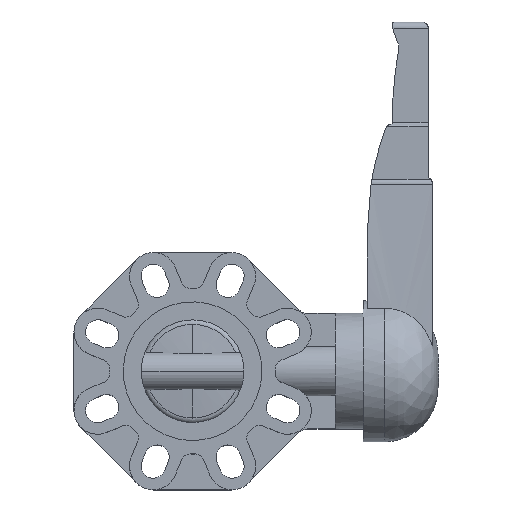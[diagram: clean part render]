
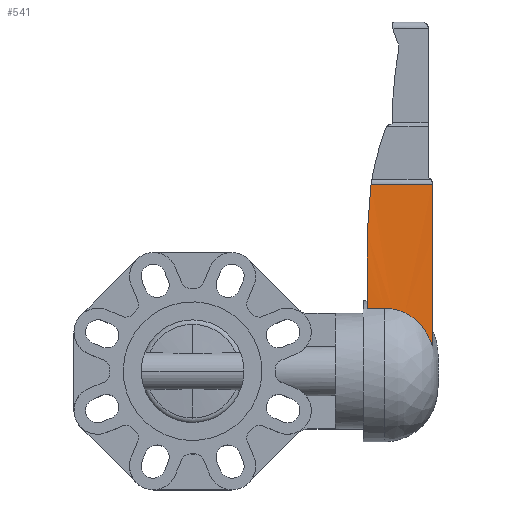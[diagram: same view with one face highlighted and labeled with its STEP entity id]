
A CAD part, top view. The second image highlights one B-rep face of the part: STEP entity #541.
In plain terms, the highlighted cylindrical face has radius 2297.04 mm (diameter 4594.07 mm), a partial arc.
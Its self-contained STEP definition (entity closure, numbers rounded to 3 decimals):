
#541=ADVANCED_FACE('',(#1326),#1327,.T.);
#1326=FACE_OUTER_BOUND('',#2456,.T.);
#1327=CYLINDRICAL_SURFACE('',#2457,2297.037);
#2456=EDGE_LOOP('',(#3936,#3937,#3938,#3939,#3940,#3941));
#2457=AXIS2_PLACEMENT_3D('',#3942,#3943,#3944);
#3936=ORIENTED_EDGE('',*,*,#6673,.T.);
#3937=ORIENTED_EDGE('',*,*,#6766,.F.);
#3938=ORIENTED_EDGE('',*,*,#6764,.F.);
#3939=ORIENTED_EDGE('',*,*,#6767,.F.);
#3940=ORIENTED_EDGE('',*,*,#6700,.F.);
#3941=ORIENTED_EDGE('',*,*,#6679,.T.);
#3942=CARTESIAN_POINT('',(-60.0,-20.448,-2271.032));
#3943=DIRECTION('',(-1.0,0.,0.));
#3944=DIRECTION('',(0.,1.0,0.));
#6673=EDGE_CURVE('',#8042,#8040,#8043,.T.);
#6679=EDGE_CURVE('',#8052,#8042,#8053,.T.);
#6700=EDGE_CURVE('',#8052,#8082,#8083,.T.);
#6764=EDGE_CURVE('',#8185,#8182,#8187,.T.);
#6766=EDGE_CURVE('',#8182,#8040,#8189,.T.);
#6767=EDGE_CURVE('',#8082,#8185,#8190,.T.);
#8040=VERTEX_POINT('',#10035);
#8042=VERTEX_POINT('',#10037);
#8043=B_SPLINE_CURVE_WITH_KNOTS('',3,(#10038,#10039,#10040,#10041,#10042,#10043,#10044,#10045,#10046,#10047,#10048,#10049),.UNSPECIFIED.,.F.,.F.,(4,2,2,2,2,4),(-12.647,-12.643,-11.212,-9.711,-8.241,-7.859),.UNSPECIFIED.);
#8052=VERTEX_POINT('',#10068);
#8053=LINE('',#10069,#10070);
#8082=VERTEX_POINT('',#10118);
#8083=CIRCLE('',#10119,2297.037);
#8182=VERTEX_POINT('',#10321);
#8185=VERTEX_POINT('',#10331);
#8187=LINE('',#10340,#10341);
#8189=CIRCLE('',#10343,2297.037);
#8190=B_SPLINE_CURVE_WITH_KNOTS('',3,(#10344,#10345,#10346,#10347,#10348,#10349,#10350,#10351),.UNSPECIFIED.,.F.,.F.,(4,2,2,4),(-107.218,-107.176,-104.937,-103.498),.UNSPECIFIED.);
#10035=CARTESIAN_POINT('',(-4.5,19.615,25.655));
#10037=CARTESIAN_POINT('',(-41.5,49.013,24.954));
#10038=CARTESIAN_POINT('',(-41.5,49.013,24.954));
#10039=CARTESIAN_POINT('',(-41.485,49.013,24.954));
#10040=CARTESIAN_POINT('',(-41.469,49.013,24.954));
#10041=CARTESIAN_POINT('',(-36.669,49.007,24.955));
#10042=CARTESIAN_POINT('',(-31.953,48.058,24.984));
#10043=CARTESIAN_POINT('',(-22.925,44.335,25.092));
#10044=CARTESIAN_POINT('',(-18.764,41.524,25.171));
#10045=CARTESIAN_POINT('',(-11.783,34.554,25.349));
#10046=CARTESIAN_POINT('',(-8.545,30.038,25.457));
#10047=CARTESIAN_POINT('',(-5.513,22.711,25.6));
#10048=CARTESIAN_POINT('',(-4.97,21.174,25.628));
#10049=CARTESIAN_POINT('',(-4.5,19.615,25.655));
#10068=CARTESIAN_POINT('',(-55.,49.013,24.954));
#10069=CARTESIAN_POINT('',(-55.,49.013,24.954));
#10070=VECTOR('',#12776,13.5);
#10118=CARTESIAN_POINT('',(-55.,107.714,22.427));
#10119=AXIS2_PLACEMENT_3D('',#12807,#12808,#12809);
#10321=CARTESIAN_POINT('',(-4.5,145.535,20.0));
#10331=CARTESIAN_POINT('',(-52.026,145.535,20.0));
#10340=CARTESIAN_POINT('',(-52.026,145.535,20.0));
#10341=VECTOR('',#12887,47.526);
#10343=AXIS2_PLACEMENT_3D('',#12888,#12889,#12890);
#10344=CARTESIAN_POINT('',(-55.,107.714,22.427));
#10345=CARTESIAN_POINT('',(-55.,107.854,22.419));
#10346=CARTESIAN_POINT('',(-55.,107.994,22.411));
#10347=CARTESIAN_POINT('',(-55.,115.586,21.985));
#10348=CARTESIAN_POINT('',(-54.647,123.162,21.524));
#10349=CARTESIAN_POINT('',(-53.442,135.689,20.697));
#10350=CARTESIAN_POINT('',(-52.814,140.612,20.357));
#10351=CARTESIAN_POINT('',(-52.026,145.535,20.));
#12776=DIRECTION('',(1.0,0.,0.));
#12807=CARTESIAN_POINT('',(-55.,-20.448,-2271.032));
#12808=DIRECTION('',(-1.0,0.,0.));
#12809=DIRECTION('',(0.,1.0,0.));
#12887=DIRECTION('',(1.0,0.,0.));
#12888=CARTESIAN_POINT('',(-4.5,-20.448,-2271.032));
#12889=DIRECTION('',(1.0,0.,0.));
#12890=DIRECTION('',(0.,1.0,0.));
